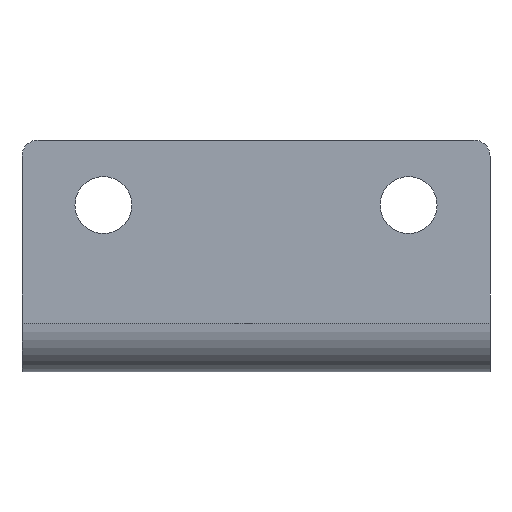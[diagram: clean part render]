
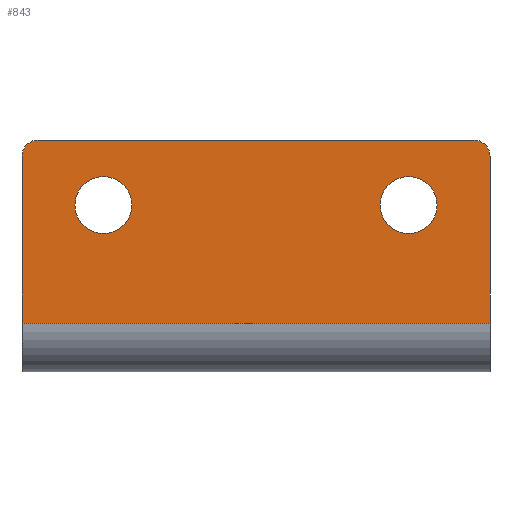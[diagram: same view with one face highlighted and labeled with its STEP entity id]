
A CAD part, front view. The second image highlights one B-rep face of the part: STEP entity #843.
In plain terms, the highlighted planar face has unit normal (0, -1, 0).
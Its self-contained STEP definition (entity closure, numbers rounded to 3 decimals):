
#11 = CARTESIAN_POINT ( 'NONE',  ( -57.5, -6., -6. ) ) ;
#12 = DIRECTION ( 'NONE',  ( 0., 0., -1. ) ) ;
#17 = DIRECTION ( 'NONE',  ( 0., -1., 0. ) ) ;
#18 = VECTOR ( 'NONE', #875, 1000. ) ;
#19 = EDGE_CURVE ( 'NONE', #290, #726, #241, .T. ) ;
#27 = LINE ( 'NONE', #192, #18 ) ;
#31 = CIRCLE ( 'NONE', #820, 7. ) ;
#32 = CIRCLE ( 'NONE', #815, 4. ) ;
#46 = CIRCLE ( 'NONE', #846, 7. ) ;
#48 = CARTESIAN_POINT ( 'NONE',  ( -57.5, -6., 6. ) ) ;
#62 = CIRCLE ( 'NONE', #834, 7. ) ;
#77 = EDGE_CURVE ( 'NONE', #290, #540, #256, .T. ) ;
#84 = EDGE_CURVE ( 'NONE', #829, #424, #236, .T. ) ;
#104 = DIRECTION ( 'NONE',  ( 0., 0., -1. ) ) ;
#106 = DIRECTION ( 'NONE',  ( 0., 0., -1. ) ) ;
#107 = DIRECTION ( 'NONE',  ( 0., 1., 0. ) ) ;
#119 = DIRECTION ( 'NONE',  ( 0., 0., -1. ) ) ;
#125 = CARTESIAN_POINT ( 'NONE',  ( 53.5, -6., 47. ) ) ;
#139 = CARTESIAN_POINT ( 'NONE',  ( -37.5, -6., 35. ) ) ;
#140 = EDGE_CURVE ( 'NONE', #530, #454, #280, .T. ) ;
#176 = AXIS2_PLACEMENT_3D ( 'NONE', #343, #341, #338 ) ;
#179 = EDGE_CURVE ( 'NONE', #540, #829, #245, .T. ) ;
#192 = CARTESIAN_POINT ( 'NONE',  ( 57.5, -6., -6. ) ) ;
#199 = VECTOR ( 'NONE', #337, 1000. ) ;
#211 = FACE_OUTER_BOUND ( 'NONE', #349, .T. ) ;
#216 = VECTOR ( 'NONE', #737, 1000. ) ;
#236 = LINE ( 'NONE', #748, #259 ) ;
#241 = LINE ( 'NONE', #736, #216 ) ;
#245 = LINE ( 'NONE', #352, #199 ) ;
#256 = CIRCLE ( 'NONE', #345, 4. ) ;
#259 = VECTOR ( 'NONE', #368, 1000. ) ;
#268 = FACE_BOUND ( 'NONE', #511, .T. ) ;
#274 = CARTESIAN_POINT ( 'NONE',  ( 57.5, -6., 6. ) ) ;
#280 = CIRCLE ( 'NONE', #176, 7. ) ;
#290 = VERTEX_POINT ( 'NONE', #317 ) ;
#308 = VERTEX_POINT ( 'NONE', #313 ) ;
#313 = CARTESIAN_POINT ( 'NONE',  ( 37.5, -6., 42. ) ) ;
#317 = CARTESIAN_POINT ( 'NONE',  ( -53.5, -6., 51. ) ) ;
#337 = DIRECTION ( 'NONE',  ( 0., 0., -1. ) ) ;
#338 = DIRECTION ( 'NONE',  ( 0., 0., -1. ) ) ;
#341 = DIRECTION ( 'NONE',  ( 0., 1., 0. ) ) ;
#343 = CARTESIAN_POINT ( 'NONE',  ( -37.5, -6., 35. ) ) ;
#345 = AXIS2_PLACEMENT_3D ( 'NONE', #375, #374, #366 ) ;
#349 = EDGE_LOOP ( 'NONE', ( #836, #691, #771, #687, #780, #682 ) ) ;
#352 = CARTESIAN_POINT ( 'NONE',  ( -57.5, -6., -6. ) ) ;
#366 = DIRECTION ( 'NONE',  ( 0., 0., -1. ) ) ;
#368 = DIRECTION ( 'NONE',  ( 1., 0., 0. ) ) ;
#374 = DIRECTION ( 'NONE',  ( 0., -1., 0. ) ) ;
#375 = CARTESIAN_POINT ( 'NONE',  ( -53.5, -6., 47. ) ) ;
#424 = VERTEX_POINT ( 'NONE', #274 ) ;
#427 = DIRECTION ( 'NONE',  ( 0., 0., -1. ) ) ;
#454 = VERTEX_POINT ( 'NONE', #705 ) ;
#511 = EDGE_LOOP ( 'NONE', ( #833, #686 ) ) ;
#530 = VERTEX_POINT ( 'NONE', #639 ) ;
#531 = CARTESIAN_POINT ( 'NONE',  ( 37.5, -6., 28. ) ) ;
#540 = VERTEX_POINT ( 'NONE', #623 ) ;
#544 = VERTEX_POINT ( 'NONE', #531 ) ;
#614 = ORIENTED_EDGE ( 'NONE', *, *, #644, .T. ) ;
#622 = ORIENTED_EDGE ( 'NONE', *, *, #635, .T. ) ;
#623 = CARTESIAN_POINT ( 'NONE',  ( -57.5, -6., 47. ) ) ;
#624 = EDGE_CURVE ( 'NONE', #454, #530, #62, .T. ) ;
#635 = EDGE_CURVE ( 'NONE', #544, #308, #46, .T. ) ;
#639 = CARTESIAN_POINT ( 'NONE',  ( -37.5, -6., 42. ) ) ;
#644 = EDGE_CURVE ( 'NONE', #308, #544, #31, .T. ) ;
#648 = PLANE ( 'NONE',  #740 ) ;
#650 = EDGE_CURVE ( 'NONE', #724, #726, #32, .T. ) ;
#653 = EDGE_CURVE ( 'NONE', #724, #424, #27, .T. ) ;
#682 = ORIENTED_EDGE ( 'NONE', *, *, #84, .T. ) ;
#686 = ORIENTED_EDGE ( 'NONE', *, *, #624, .T. ) ;
#687 = ORIENTED_EDGE ( 'NONE', *, *, #77, .T. ) ;
#691 = ORIENTED_EDGE ( 'NONE', *, *, #650, .T. ) ;
#693 = CARTESIAN_POINT ( 'NONE',  ( 57.5, -6., 47. ) ) ;
#694 = CARTESIAN_POINT ( 'NONE',  ( 37.5, -6., 35. ) ) ;
#705 = CARTESIAN_POINT ( 'NONE',  ( -37.5, -6., 28. ) ) ;
#711 = FACE_BOUND ( 'NONE', #772, .T. ) ;
#724 = VERTEX_POINT ( 'NONE', #693 ) ;
#726 = VERTEX_POINT ( 'NONE', #868 ) ;
#736 = CARTESIAN_POINT ( 'NONE',  ( -57.5, -6., 51. ) ) ;
#737 = DIRECTION ( 'NONE',  ( 1., 0., 0. ) ) ;
#740 = AXIS2_PLACEMENT_3D ( 'NONE', #11, #17, #12 ) ;
#748 = CARTESIAN_POINT ( 'NONE',  ( -57.5, -6., 6. ) ) ;
#752 = DIRECTION ( 'NONE',  ( 0., -1., 0. ) ) ;
#768 = DIRECTION ( 'NONE',  ( 0., 1., 0. ) ) ;
#771 = ORIENTED_EDGE ( 'NONE', *, *, #19, .F. ) ;
#772 = EDGE_LOOP ( 'NONE', ( #614, #622 ) ) ;
#777 = CARTESIAN_POINT ( 'NONE',  ( 37.5, -6., 35. ) ) ;
#780 = ORIENTED_EDGE ( 'NONE', *, *, #179, .T. ) ;
#815 = AXIS2_PLACEMENT_3D ( 'NONE', #125, #752, #119 ) ;
#820 = AXIS2_PLACEMENT_3D ( 'NONE', #694, #768, #106 ) ;
#829 = VERTEX_POINT ( 'NONE', #48 ) ;
#833 = ORIENTED_EDGE ( 'NONE', *, *, #140, .T. ) ;
#834 = AXIS2_PLACEMENT_3D ( 'NONE', #139, #107, #104 ) ;
#836 = ORIENTED_EDGE ( 'NONE', *, *, #653, .F. ) ;
#843 = ADVANCED_FACE ( 'NONE', ( #711, #268, #211 ), #648, .T. ) ;
#846 = AXIS2_PLACEMENT_3D ( 'NONE', #777, #852, #427 ) ;
#852 = DIRECTION ( 'NONE',  ( 0., 1., 0. ) ) ;
#868 = CARTESIAN_POINT ( 'NONE',  ( 53.5, -6., 51. ) ) ;
#875 = DIRECTION ( 'NONE',  ( 0., 0., -1. ) ) ;
